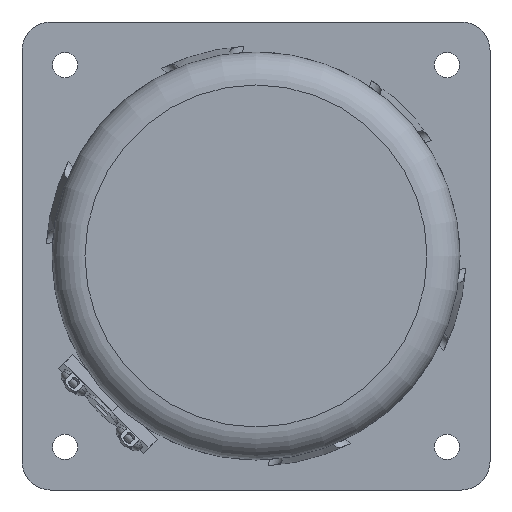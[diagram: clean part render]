
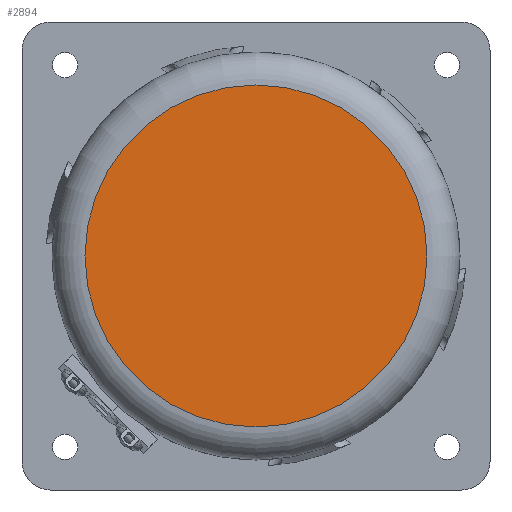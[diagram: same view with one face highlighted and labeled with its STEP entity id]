
A CAD part, front view. The second image highlights one B-rep face of the part: STEP entity #2894.
In plain terms, the highlighted planar face has unit normal (0, -1, 0).
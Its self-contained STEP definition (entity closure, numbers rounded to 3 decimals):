
#699=FACE_OUTER_BOUND('',#937,.T.);
#937=EDGE_LOOP('',(#2305));
#1105=CIRCLE('',#3177,28.5);
#1332=VERTEX_POINT('',#5353);
#1671=EDGE_CURVE('',#1332,#1332,#1105,.T.);
#2305=ORIENTED_EDGE('',*,*,#1671,.F.);
#2576=PLANE('',#3178);
#2894=ADVANCED_FACE('',(#699),#2576,.F.);
#3177=AXIS2_PLACEMENT_3D('',#5354,#3789,#3790);
#3178=AXIS2_PLACEMENT_3D('',#5355,#3791,#3792);
#3789=DIRECTION('center_axis',(0.,1.,0.));
#3790=DIRECTION('ref_axis',(1.,0.,0.));
#3791=DIRECTION('center_axis',(0.,1.,0.));
#3792=DIRECTION('ref_axis',(0.,0.,1.));
#5353=CARTESIAN_POINT('',(-28.5,0.,0.));
#5354=CARTESIAN_POINT('Origin',(0.,0.,0.));
#5355=CARTESIAN_POINT('Origin',(0.,0.,0.));
